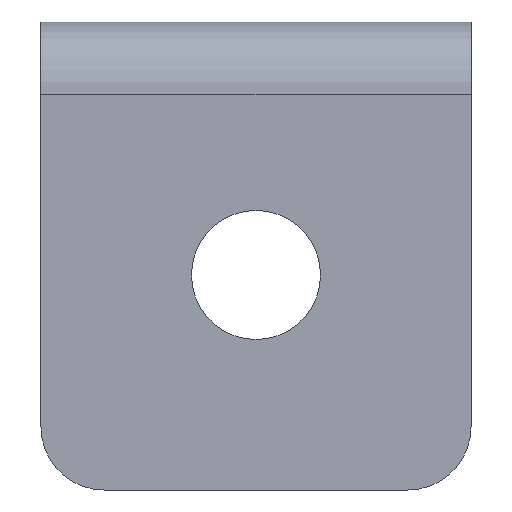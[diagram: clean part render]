
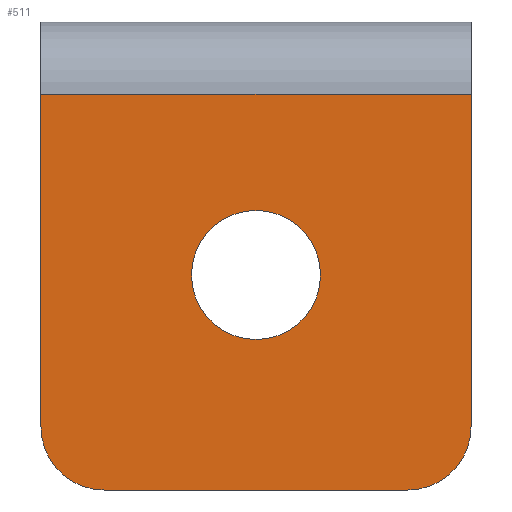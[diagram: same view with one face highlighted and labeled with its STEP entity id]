
A CAD part, front view. The second image highlights one B-rep face of the part: STEP entity #511.
In plain terms, the highlighted planar face has unit normal (0, -1, 0).
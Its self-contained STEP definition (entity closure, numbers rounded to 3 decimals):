
#6 = EDGE_LOOP ( 'NONE', ( #670, #436, #123, #460, #432, #441 ) ) ;
#8 = EDGE_CURVE ( 'NONE', #159, #598, #261, .T. ) ;
#18 = DIRECTION ( 'NONE',  ( 0., 0., 1. ) ) ;
#24 = EDGE_CURVE ( 'NONE', #580, #152, #137, .T. ) ;
#25 = CARTESIAN_POINT ( 'NONE',  ( 0., 0., -16. ) ) ;
#34 = DIRECTION ( 'NONE',  ( 0., 0., 1. ) ) ;
#39 = DIRECTION ( 'NONE',  ( 0., 0., 1. ) ) ;
#46 = AXIS2_PLACEMENT_3D ( 'NONE', #142, #244, #39 ) ;
#62 = CARTESIAN_POINT ( 'NONE',  ( 17., 0., 0. ) ) ;
#75 = LINE ( 'NONE', #145, #93 ) ;
#83 = DIRECTION ( 'NONE',  ( 0., 0., 1. ) ) ;
#93 = VECTOR ( 'NONE', #574, 1000. ) ;
#100 = EDGE_LOOP ( 'NONE', ( #628, #457 ) ) ;
#110 = LINE ( 'NONE', #134, #662 ) ;
#112 = DIRECTION ( 'NONE',  ( 0., 0., 1. ) ) ;
#115 = EDGE_CURVE ( 'NONE', #580, #410, #110, .T. ) ;
#123 = ORIENTED_EDGE ( 'NONE', *, *, #549, .F. ) ;
#125 = CARTESIAN_POINT ( 'NONE',  ( 17., 0., -16. ) ) ;
#129 = DIRECTION ( 'NONE',  ( 0., 1., 0. ) ) ;
#131 = EDGE_CURVE ( 'NONE', #263, #152, #539, .T. ) ;
#134 = CARTESIAN_POINT ( 'NONE',  ( 17., 0., -2.86 ) ) ;
#137 = LINE ( 'NONE', #62, #250 ) ;
#142 = CARTESIAN_POINT ( 'NONE',  ( 17., 0., 0. ) ) ;
#145 = CARTESIAN_POINT ( 'NONE',  ( 17., 0., -18.5 ) ) ;
#152 = VERTEX_POINT ( 'NONE', #125 ) ;
#154 = CARTESIAN_POINT ( 'NONE',  ( 8.5, 0., -7.45 ) ) ;
#159 = VERTEX_POINT ( 'NONE', #190 ) ;
#190 = CARTESIAN_POINT ( 'NONE',  ( 8.5, 0., -12.55 ) ) ;
#194 = PLANE ( 'NONE',  #46 ) ;
#227 = CARTESIAN_POINT ( 'NONE',  ( 14.5, 0., -18.5 ) ) ;
#233 = DIRECTION ( 'NONE',  ( -1., 0., 0. ) ) ;
#234 = DIRECTION ( 'NONE',  ( 0., 0., -1. ) ) ;
#244 = DIRECTION ( 'NONE',  ( 0., 1., 0. ) ) ;
#250 = VECTOR ( 'NONE', #254, 1000. ) ;
#254 = DIRECTION ( 'NONE',  ( 0., 0., -1. ) ) ;
#261 = CIRCLE ( 'NONE', #421, 2.55 ) ;
#263 = VERTEX_POINT ( 'NONE', #227 ) ;
#269 = EDGE_CURVE ( 'NONE', #410, #446, #608, .T. ) ;
#307 = EDGE_CURVE ( 'NONE', #446, #390, #373, .T. ) ;
#345 = CARTESIAN_POINT ( 'NONE',  ( 0., 0., -2.86 ) ) ;
#373 = CIRCLE ( 'NONE', #654, 2.5 ) ;
#390 = VERTEX_POINT ( 'NONE', #454 ) ;
#410 = VERTEX_POINT ( 'NONE', #345 ) ;
#414 = AXIS2_PLACEMENT_3D ( 'NONE', #506, #129, #83 ) ;
#421 = AXIS2_PLACEMENT_3D ( 'NONE', #592, #697, #112 ) ;
#432 = ORIENTED_EDGE ( 'NONE', *, *, #24, .F. ) ;
#436 = ORIENTED_EDGE ( 'NONE', *, *, #307, .T. ) ;
#441 = ORIENTED_EDGE ( 'NONE', *, *, #115, .T. ) ;
#446 = VERTEX_POINT ( 'NONE', #25 ) ;
#454 = CARTESIAN_POINT ( 'NONE',  ( 2.5, 0., -18.5 ) ) ;
#457 = ORIENTED_EDGE ( 'NONE', *, *, #8, .T. ) ;
#460 = ORIENTED_EDGE ( 'NONE', *, *, #131, .T. ) ;
#479 = EDGE_CURVE ( 'NONE', #598, #159, #576, .T. ) ;
#484 = AXIS2_PLACEMENT_3D ( 'NONE', #606, #622, #34 ) ;
#497 = CARTESIAN_POINT ( 'NONE',  ( 0., 0., 0. ) ) ;
#506 = CARTESIAN_POINT ( 'NONE',  ( 8.5, 0., -10. ) ) ;
#509 = CARTESIAN_POINT ( 'NONE',  ( 2.5, 0., -16. ) ) ;
#511 = ADVANCED_FACE ( 'NONE', ( #680, #594 ), #194, .F. ) ;
#518 = VECTOR ( 'NONE', #234, 1000. ) ;
#539 = CIRCLE ( 'NONE', #484, 2.5 ) ;
#549 = EDGE_CURVE ( 'NONE', #263, #390, #75, .T. ) ;
#572 = CARTESIAN_POINT ( 'NONE',  ( 17., 0., -2.86 ) ) ;
#574 = DIRECTION ( 'NONE',  ( -1., 0., 0. ) ) ;
#576 = CIRCLE ( 'NONE', #414, 2.55 ) ;
#580 = VERTEX_POINT ( 'NONE', #572 ) ;
#592 = CARTESIAN_POINT ( 'NONE',  ( 8.5, 0., -10. ) ) ;
#594 = FACE_OUTER_BOUND ( 'NONE', #6, .T. ) ;
#598 = VERTEX_POINT ( 'NONE', #154 ) ;
#606 = CARTESIAN_POINT ( 'NONE',  ( 14.5, 0., -16. ) ) ;
#608 = LINE ( 'NONE', #497, #518 ) ;
#621 = DIRECTION ( 'NONE',  ( 0., -1., 0. ) ) ;
#622 = DIRECTION ( 'NONE',  ( 0., -1., 0. ) ) ;
#628 = ORIENTED_EDGE ( 'NONE', *, *, #479, .T. ) ;
#654 = AXIS2_PLACEMENT_3D ( 'NONE', #509, #621, #18 ) ;
#662 = VECTOR ( 'NONE', #233, 1000. ) ;
#670 = ORIENTED_EDGE ( 'NONE', *, *, #269, .T. ) ;
#680 = FACE_BOUND ( 'NONE', #100, .T. ) ;
#697 = DIRECTION ( 'NONE',  ( 0., 1., 0. ) ) ;
